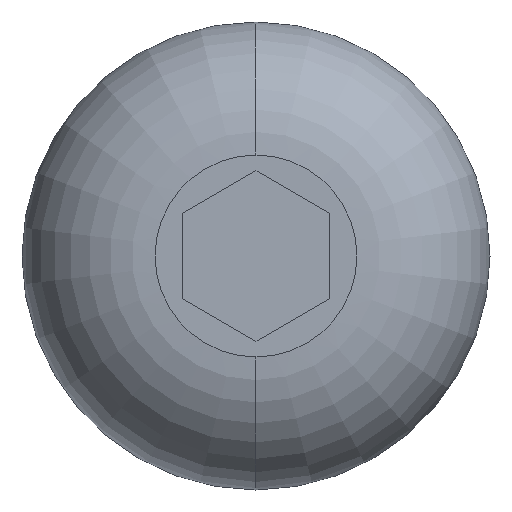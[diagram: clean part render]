
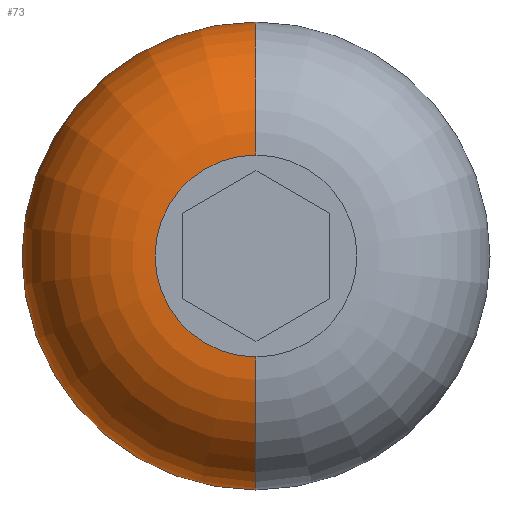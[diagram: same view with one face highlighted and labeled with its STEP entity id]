
A CAD part, left-side view. The second image highlights one B-rep face of the part: STEP entity #73.
In plain terms, the highlighted toroidal (fillet/blend) face has major radius 2.05 mm and minor radius 2.7 mm.
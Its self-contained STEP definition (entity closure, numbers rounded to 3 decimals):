
#9 = VERTEX_POINT ( 'NONE', #271 ) ;
#24 = VERTEX_POINT ( 'NONE', #264 ) ;
#29 = EDGE_CURVE ( 'NONE', #114, #9, #126, .T. ) ;
#34 = DIRECTION ( 'NONE',  ( 0., 0., 1. ) ) ;
#55 = ORIENTED_EDGE ( 'NONE', *, *, #29, .T. ) ;
#65 = AXIS2_PLACEMENT_3D ( 'NONE', #404, #273, #83 ) ;
#73 = ADVANCED_FACE ( 'NONE', ( #228 ), #574, .T. ) ;
#83 = DIRECTION ( 'NONE',  ( 0., 0., 1. ) ) ;
#84 = CARTESIAN_POINT ( 'NONE',  ( 2.7, 0., 4.75 ) ) ;
#114 = VERTEX_POINT ( 'NONE', #549 ) ;
#115 = AXIS2_PLACEMENT_3D ( 'NONE', #182, #398, #174 ) ;
#123 = DIRECTION ( 'NONE',  ( 0., 0., -1. ) ) ;
#126 = CIRCLE ( 'NONE', #65, 2.7 ) ;
#130 = AXIS2_PLACEMENT_3D ( 'NONE', #477, #518, #260 ) ;
#156 = ORIENTED_EDGE ( 'NONE', *, *, #389, .T. ) ;
#174 = DIRECTION ( 'NONE',  ( 0., 0., 1. ) ) ;
#182 = CARTESIAN_POINT ( 'NONE',  ( 2.7, 0., 0. ) ) ;
#228 = FACE_OUTER_BOUND ( 'NONE', #507, .T. ) ;
#241 = VERTEX_POINT ( 'NONE', #84 ) ;
#260 = DIRECTION ( 'NONE',  ( 0., 0., 1. ) ) ;
#262 = CARTESIAN_POINT ( 'NONE',  ( 2.7, 0., 2.05 ) ) ;
#264 = CARTESIAN_POINT ( 'NONE',  ( 0., 0., 2.05 ) ) ;
#271 = CARTESIAN_POINT ( 'NONE',  ( 0., 0., -2.05 ) ) ;
#273 = DIRECTION ( 'NONE',  ( 0., 1., 0. ) ) ;
#305 = CIRCLE ( 'NONE', #130, 4.75 ) ;
#314 = AXIS2_PLACEMENT_3D ( 'NONE', #530, #486, #34 ) ;
#315 = ORIENTED_EDGE ( 'NONE', *, *, #451, .F. ) ;
#379 = ORIENTED_EDGE ( 'NONE', *, *, #496, .F. ) ;
#387 = AXIS2_PLACEMENT_3D ( 'NONE', #262, #441, #123 ) ;
#389 = EDGE_CURVE ( 'NONE', #241, #114, #305, .T. ) ;
#398 = DIRECTION ( 'NONE',  ( -1., 0., 0. ) ) ;
#403 = CIRCLE ( 'NONE', #314, 2.05 ) ;
#404 = CARTESIAN_POINT ( 'NONE',  ( 2.7, 0., -2.05 ) ) ;
#441 = DIRECTION ( 'NONE',  ( 0., -1., 0. ) ) ;
#451 = EDGE_CURVE ( 'NONE', #24, #9, #403, .T. ) ;
#477 = CARTESIAN_POINT ( 'NONE',  ( 2.7, 0., 0. ) ) ;
#486 = DIRECTION ( 'NONE',  ( -1., 0., 0. ) ) ;
#496 = EDGE_CURVE ( 'NONE', #241, #24, #532, .T. ) ;
#507 = EDGE_LOOP ( 'NONE', ( #156, #55, #315, #379 ) ) ;
#518 = DIRECTION ( 'NONE',  ( -1., 0., 0. ) ) ;
#530 = CARTESIAN_POINT ( 'NONE',  ( 0., 0., 0. ) ) ;
#532 = CIRCLE ( 'NONE', #387, 2.7 ) ;
#549 = CARTESIAN_POINT ( 'NONE',  ( 2.7, 0., -4.75 ) ) ;
#574 = TOROIDAL_SURFACE ( 'NONE', #115, 2.05, 2.7 ) ;
